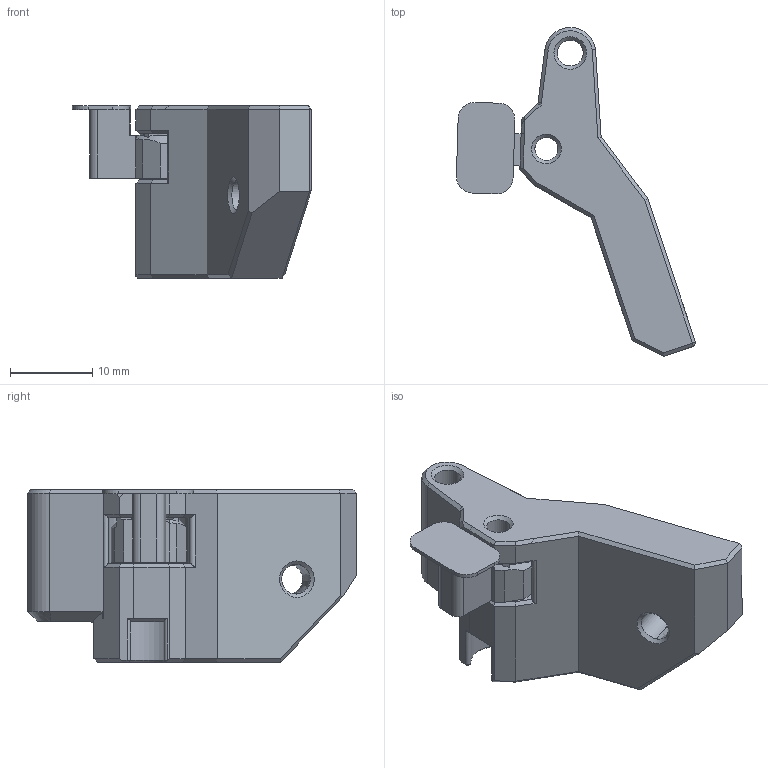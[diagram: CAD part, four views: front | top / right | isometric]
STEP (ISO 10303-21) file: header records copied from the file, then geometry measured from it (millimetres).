
FILE_DESCRIPTION(/* description */ ('STEP AP242'),/* implementation_level */ '2;1');
FILE_NAME(/* name */ 'Tension arm.step',/* time_stamp */ '2025-06-04T23:04:11+01:00',/* author */ (''),/* organization */ (''),/* preprocessor_version */ 'ST-DEVELOPER v20.1',/* originating_system */ 'Autodesk Translation Framework v14.10.0.0',/* authorisation */ '');
FILE_SCHEMA (('AUTOMOTIVE_DESIGN { 1 0 10303 214 3 1 1 }'));
Length unit declared in the file: millimetre
Products named in the file (2): WWBMG & smooth idler; WWBMG - Tension_Arm
Assembly tree (1 placements, depth 2):
  WWBMG & smooth idler
    WWBMG - Tension_Arm
Bounding box: 29 x 39.87 x 20.89 mm (x, y, z)
Volume: 5441.4 mm3; surface area: 3757.7 mm2
Topology: 2 solids, 5 shells, 217 faces, 541 edges, 338 vertices
Faces by surface type: plane 147, cylinder 43, cone 24, bspline 3
Full cylindrical faces by diameter (mm): 2.8 x1, 3 x2, 3.15 x1, 4.6 x2, 5.2 x2
Entity records: 6785 total; most frequent: CARTESIAN_POINT 1561, ORIENTED_EDGE 1082, DIRECTION 1059, EDGE_CURVE 541, LINE 381, VECTOR 381, AXIS2_PLACEMENT_3D 339, VERTEX_POINT 338
